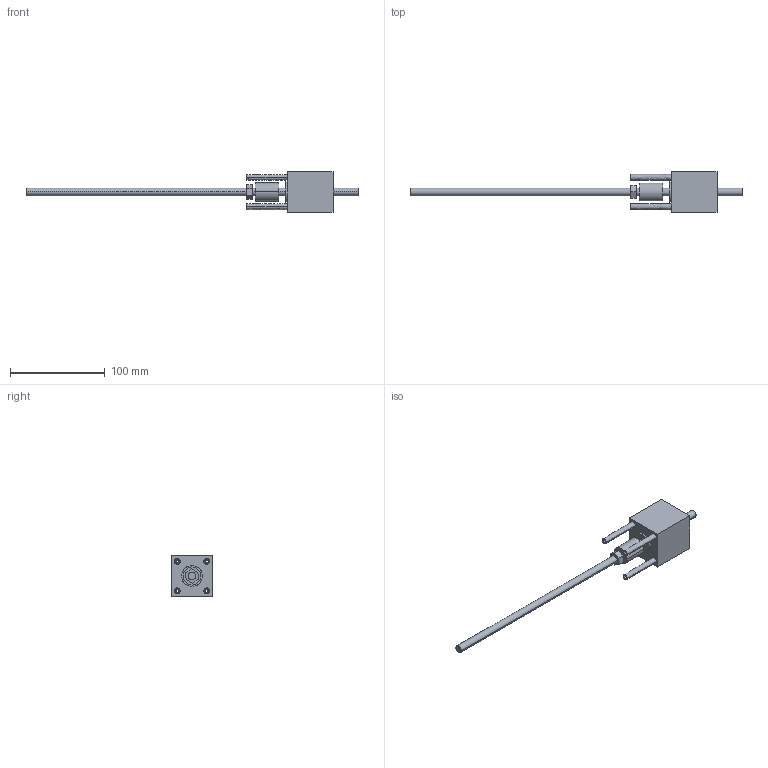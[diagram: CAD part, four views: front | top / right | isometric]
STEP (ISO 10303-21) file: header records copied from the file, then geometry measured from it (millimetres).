
FILE_DESCRIPTION(('CATIA V6 STEP','CAx-IF Rec.Pracs.--- Model Styling and Organization---1.2---2011-12-15'),'2;1');
FILE_NAME('Moteur.stp','2020-08-02T15:57:08+00:00',('NewPDM'),('Renault'),'CATIA Unofficial Packaging Version','DASSAULT SYSTEMES CATIA V6 STEP AP214','none');
FILE_SCHEMA(('AUTOMOTIVE_DESIGN { 1 0 10303 214 1 1 1 1 }'));
Length unit declared in the file: millimetre
Products named in the file (1): OCIM07AJPF
Bounding box: 350 x 42.3 x 42.3 mm (x, y, z)
Volume: 113083.5 mm3; surface area: 31699.4 mm2
Topology: 8 solids, 8 shells, 82 faces, 184 edges, 120 vertices
Faces by surface type: bspline 78, cylinder 2, plane 2
Entity records: 3379 total; most frequent: CARTESIAN_POINT 2124, ORIENTED_EDGE 368, EDGE_CURVE 184, B_SPLINE_CURVE_WITH_KNOTS 139, VERTEX_POINT 120, EDGE_LOOP 104, ADVANCED_FACE 82, FACE_OUTER_BOUND 82
